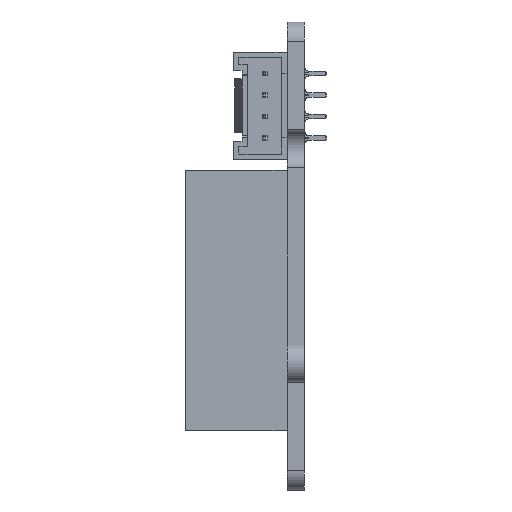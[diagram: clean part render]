
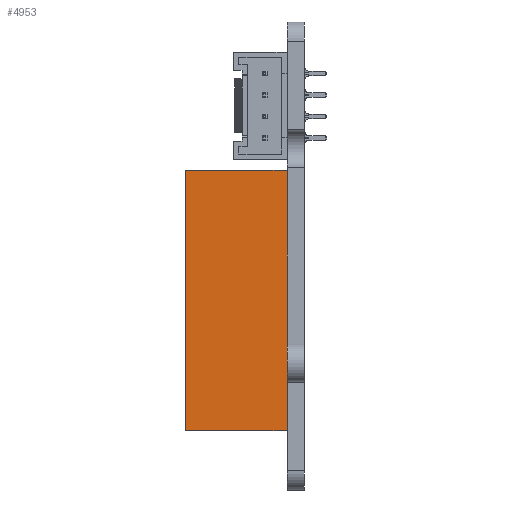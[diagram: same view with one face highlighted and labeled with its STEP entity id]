
A CAD part, left-side view. The second image highlights one B-rep face of the part: STEP entity #4953.
In plain terms, the highlighted planar face has unit normal (-1, 0, 0).
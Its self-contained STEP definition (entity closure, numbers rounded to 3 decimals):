
#219=FACE_OUTER_BOUND('',#512,.T.);
#512=EDGE_LOOP('',(#3292,#3293,#3294,#3295));
#976=LINE('',#7151,#1492);
#977=LINE('',#7153,#1493);
#978=LINE('',#7155,#1494);
#979=LINE('',#7156,#1495);
#1492=VECTOR('',#5849,24.3);
#1493=VECTOR('',#5850,9.5);
#1494=VECTOR('',#5851,24.3);
#1495=VECTOR('',#5852,9.5);
#2010=VERTEX_POINT('',#7149);
#2011=VERTEX_POINT('',#7150);
#2012=VERTEX_POINT('',#7152);
#2013=VERTEX_POINT('',#7154);
#2486=EDGE_CURVE('',#2010,#2011,#976,.T.);
#2487=EDGE_CURVE('',#2012,#2011,#977,.T.);
#2488=EDGE_CURVE('',#2013,#2012,#978,.T.);
#2489=EDGE_CURVE('',#2013,#2010,#979,.T.);
#3292=ORIENTED_EDGE('',*,*,#2486,.T.);
#3293=ORIENTED_EDGE('',*,*,#2487,.F.);
#3294=ORIENTED_EDGE('',*,*,#2488,.F.);
#3295=ORIENTED_EDGE('',*,*,#2489,.T.);
#4514=PLANE('',#5310);
#4953=ADVANCED_FACE('',(#219),#4514,.F.);
#5310=AXIS2_PLACEMENT_3D('',#7148,#5847,#5848);
#5847=DIRECTION('center_axis',(1.,0.,0.));
#5848=DIRECTION('ref_axis',(0.,0.,-1.));
#5849=DIRECTION('',(0.,0.,1.));
#5850=DIRECTION('',(0.,-1.,0.));
#5851=DIRECTION('',(0.,0.,1.));
#5852=DIRECTION('',(0.,-1.,0.));
#7148=CARTESIAN_POINT('Origin',(-35.5,9.5,-12.15));
#7149=CARTESIAN_POINT('',(-35.5,0.,-12.15));
#7150=CARTESIAN_POINT('',(-35.5,0.,12.15));
#7151=CARTESIAN_POINT('',(-35.5,0.,-12.15));
#7152=CARTESIAN_POINT('',(-35.5,9.5,12.15));
#7153=CARTESIAN_POINT('',(-35.5,9.5,12.15));
#7154=CARTESIAN_POINT('',(-35.5,9.5,-12.15));
#7155=CARTESIAN_POINT('',(-35.5,9.5,-12.15));
#7156=CARTESIAN_POINT('',(-35.5,9.5,-12.15));
